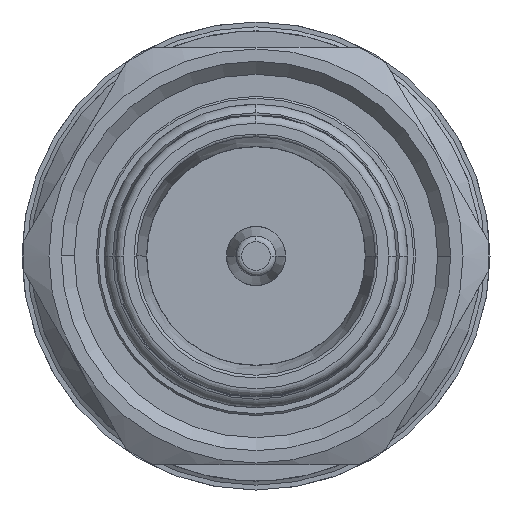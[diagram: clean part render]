
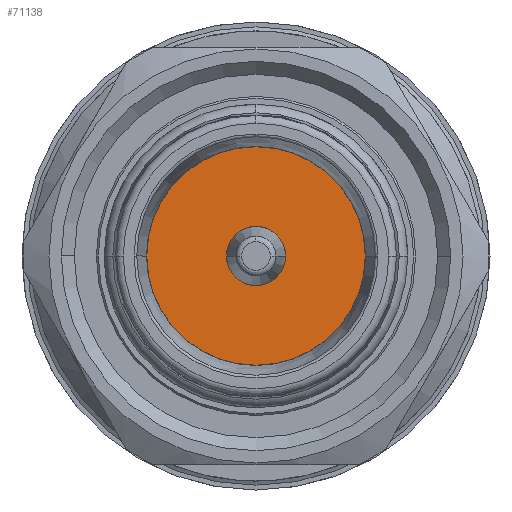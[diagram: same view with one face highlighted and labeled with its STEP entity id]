
A CAD part, left-side view. The second image highlights one B-rep face of the part: STEP entity #71138.
In plain terms, the highlighted planar face has unit normal (-1, 0, 0).
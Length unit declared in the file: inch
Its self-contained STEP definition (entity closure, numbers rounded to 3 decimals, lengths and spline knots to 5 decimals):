
#93 = VERTEX_POINT ( 'NONE', #47733 ) ;
#1475 = CIRCLE ( 'NONE', #32736, 0.06105 ) ;
#4660 = DIRECTION ( 'NONE',  ( 0., 0., -1. ) ) ;
#5564 = VERTEX_POINT ( 'NONE', #73226 ) ;
#10445 = ORIENTED_EDGE ( 'NONE', *, *, #54715, .T. ) ;
#10693 = CARTESIAN_POINT ( 'NONE',  ( 0.19297, 0., 0. ) ) ;
#11176 = CARTESIAN_POINT ( 'NONE',  ( 0.19297, 0., 0. ) ) ;
#12367 = CARTESIAN_POINT ( 'NONE',  ( 0.19297, 0., 0.06105 ) ) ;
#12538 = EDGE_CURVE ( 'NONE', #52033, #36209, #21241, .T. ) ;
#16487 = DIRECTION ( 'NONE',  ( -1., 0., 0. ) ) ;
#16800 = FACE_OUTER_BOUND ( 'NONE', #19145, .T. ) ;
#19145 = EDGE_LOOP ( 'NONE', ( #10445, #49623 ) ) ;
#21241 = CIRCLE ( 'NONE', #66830, 0.06105 ) ;
#24653 = CARTESIAN_POINT ( 'NONE',  ( 0.19297, 0., 0. ) ) ;
#26233 = AXIS2_PLACEMENT_3D ( 'NONE', #24653, #49104, #45270 ) ;
#29888 = EDGE_CURVE ( 'NONE', #93, #5564, #34966, .T. ) ;
#32736 = AXIS2_PLACEMENT_3D ( 'NONE', #50122, #75029, #75430 ) ;
#34951 = ORIENTED_EDGE ( 'NONE', *, *, #49403, .F. ) ;
#34966 = CIRCLE ( 'NONE', #70153, 0.22639 ) ;
#35536 = DIRECTION ( 'NONE',  ( 1., 0., 0. ) ) ;
#36209 = VERTEX_POINT ( 'NONE', #80123 ) ;
#41649 = PLANE ( 'NONE',  #49509 ) ;
#43135 = CIRCLE ( 'NONE', #26233, 0.22639 ) ;
#45270 = DIRECTION ( 'NONE',  ( 0., 0., -1. ) ) ;
#47733 = CARTESIAN_POINT ( 'NONE',  ( 0.19297, 0., 0.22639 ) ) ;
#47777 = FACE_BOUND ( 'NONE', #76058, .T. ) ;
#49104 = DIRECTION ( 'NONE',  ( -1., 0., 0. ) ) ;
#49403 = EDGE_CURVE ( 'NONE', #36209, #52033, #1475, .T. ) ;
#49509 = AXIS2_PLACEMENT_3D ( 'NONE', #10693, #35536, #60426 ) ;
#49623 = ORIENTED_EDGE ( 'NONE', *, *, #29888, .T. ) ;
#50122 = CARTESIAN_POINT ( 'NONE',  ( 0.19297, 0., 0. ) ) ;
#52033 = VERTEX_POINT ( 'NONE', #12367 ) ;
#54715 = EDGE_CURVE ( 'NONE', #5564, #93, #43135, .T. ) ;
#55591 = DIRECTION ( 'NONE',  ( 0., 0., -1. ) ) ;
#60426 = DIRECTION ( 'NONE',  ( 0., 1., 0. ) ) ;
#60516 = CARTESIAN_POINT ( 'NONE',  ( 0.19297, 0., 0. ) ) ;
#66830 = AXIS2_PLACEMENT_3D ( 'NONE', #11176, #79706, #55591 ) ;
#70153 = AXIS2_PLACEMENT_3D ( 'NONE', #60516, #16487, #4660 ) ;
#71138 = ADVANCED_FACE ( 'NONE', ( #47777, #16800 ), #41649, .F. ) ;
#73226 = CARTESIAN_POINT ( 'NONE',  ( 0.19297, 0., -0.22639 ) ) ;
#75029 = DIRECTION ( 'NONE',  ( -1., 0., 0. ) ) ;
#75430 = DIRECTION ( 'NONE',  ( 0., 0., -1. ) ) ;
#76058 = EDGE_LOOP ( 'NONE', ( #34951, #80108 ) ) ;
#79706 = DIRECTION ( 'NONE',  ( -1., 0., 0. ) ) ;
#80108 = ORIENTED_EDGE ( 'NONE', *, *, #12538, .F. ) ;
#80123 = CARTESIAN_POINT ( 'NONE',  ( 0.19297, 0., -0.06105 ) ) ;
